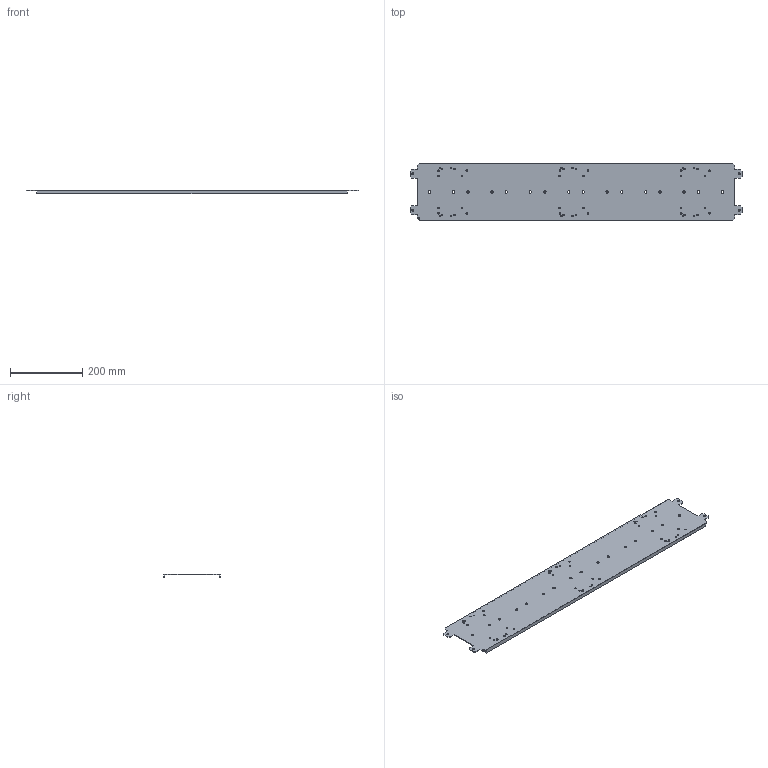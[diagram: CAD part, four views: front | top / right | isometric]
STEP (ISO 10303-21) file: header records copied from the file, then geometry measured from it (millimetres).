
FILE_DESCRIPTION((''),'2;1');
FILE_NAME('ZU_ASM','2023-01-26T08:20:14',('klemen.sitar'),('Audax d.o.o.'),'CREO PARAMETRIC BY PTC INC, 2021304','CREO PARAMETRIC BY PTC INC, 2021304','');
FILE_SCHEMA(('AP242_MANAGED_MODEL_BASED_3D_ENGINEERING_MIM_LF { 1 0 10303 442 1 1 4 }'));
Length unit declared in the file: millimetre
Products named in the file (2): OPEN_CASCADE_STEP_TRANSLA-30371; ZU_ASM
Assembly tree (1 placements, depth 2):
  ZU_ASM
    OPEN_CASCADE_STEP_TRANSLA-30371
Bounding box: 916 x 155 x 10 mm (x, y, z)
Volume: 300042.3 mm3; surface area: 306564.8 mm2
Topology: 1 solids, 1 shells, 180 faces, 534 edges, 356 vertices
Faces by surface type: cylinder 138, plane 42
Entity records: 9662 total; most frequent: DIRECTION 1178, CARTESIAN_POINT 1078, ORIENTED_EDGE 1068, PRESENTATION_STYLE_ASSIGNMENT 717, STYLED_ITEM 717, CURVE_STYLE 536, EDGE_CURVE 534, AXIS2_PLACEMENT_3D 460
